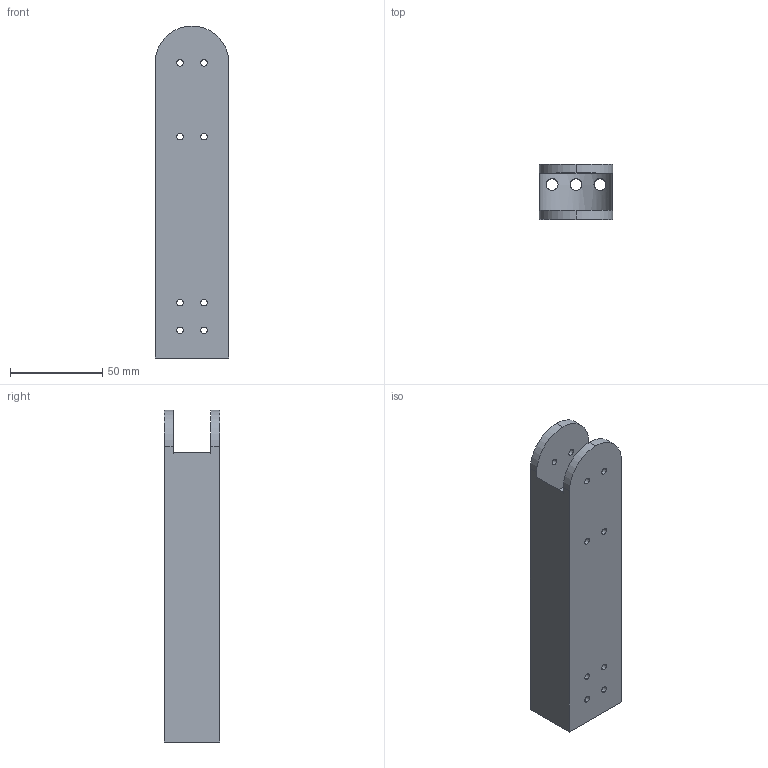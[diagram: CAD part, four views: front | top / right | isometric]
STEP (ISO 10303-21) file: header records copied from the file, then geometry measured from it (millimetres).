
FILE_DESCRIPTION (( 'STEP AP203' ), '1' );
FILE_NAME ('arm1_Default_sldprt.STEP', '2021-01-20T23:26:15', ( '' ), ( '' ), 'SwSTEP 2.0', 'SolidWorks 2020', '' );
FILE_SCHEMA (( 'CONFIG_CONTROL_DESIGN' ));
Length unit declared in the file: millimetre
Products named in the file (1): arm1_Default_sldprt
Bounding box: 40 x 30 x 180 mm (x, y, z)
Volume: 168884.5 mm3; surface area: 39590.4 mm2
Topology: 1 solids, 1 shells, 38 faces, 108 edges, 72 vertices
Faces by surface type: cylinder 31, plane 7
Entity records: 1587 total; most frequent: CARTESIAN_POINT 421, DIRECTION 236, ORIENTED_EDGE 216, EDGE_CURVE 108, AXIS2_PLACEMENT_3D 95, VERTEX_POINT 72, EDGE_LOOP 64, CIRCLE 56
